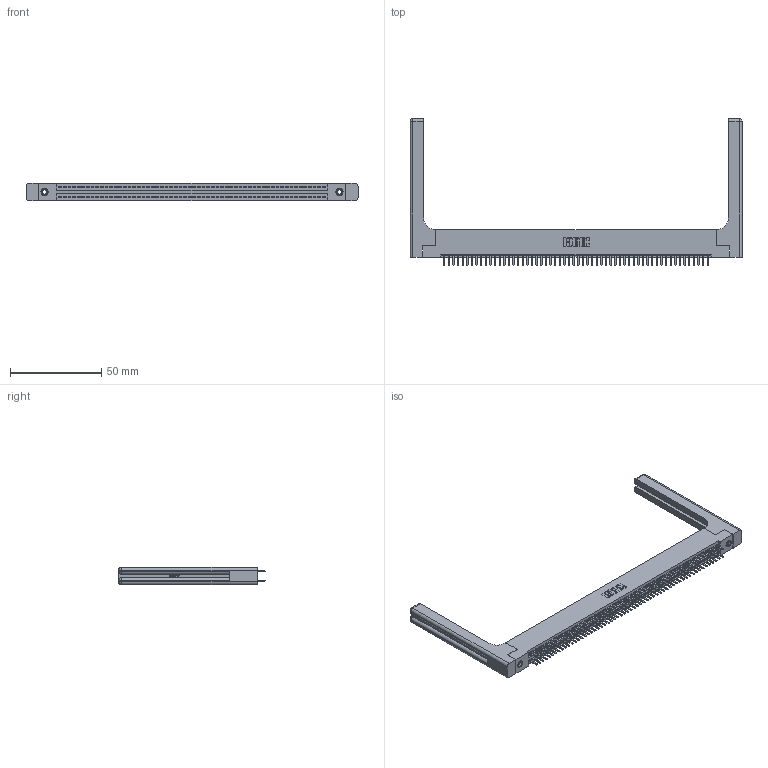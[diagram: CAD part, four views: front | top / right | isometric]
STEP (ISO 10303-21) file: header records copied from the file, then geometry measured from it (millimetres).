
FILE_DESCRIPTION (( 'STEP AP203' ), '1' );
FILE_NAME ('345-116-520-258.STEP', '2019-11-05T13:52:36', ( '' ), ( '' ), 'SwSTEP 2.0', 'SolidWorks 2016', '' );
FILE_SCHEMA (( 'CONFIG_CONTROL_DESIGN' ));
Length unit declared in the file: inch
Products named in the file (5): 345-292-001_345-293-120; 345-220-058_345-220-058; 345-116-520-258; 345-250-001_345-250-001-102; 345 Part_Flush Mounting Lugs - 0.156 Dia-TH
Assembly tree (121 placements, depth 2):
  345-116-520-258
    345 Part_Flush Mounting Lugs - 0.156 Dia-TH
    345-292-001_345-293-120  x116
    345-250-001_345-250-001-102  x2
    345-220-058_345-220-058  x2
Bounding box: 182.35 x 80.64 x 9.4 mm (x, y, z)
Volume: 26286 mm3; surface area: 31587.7 mm2
Topology: 121 solids, 121 shells, 6646 faces, 19219 edges, 12482 vertices
Faces by surface type: plane 4288, cylinder 2298, bspline 36, cone 12, sphere 8, torus 4
Entity records: 48650 total; most frequent: CARTESIAN_POINT 9145, ORIENTED_EDGE 7864, DIRECTION 6964, EDGE_CURVE 3932, VECTOR 3472, LINE 3472, VERTEX_POINT 2610, AXIS2_PLACEMENT_3D 1746
